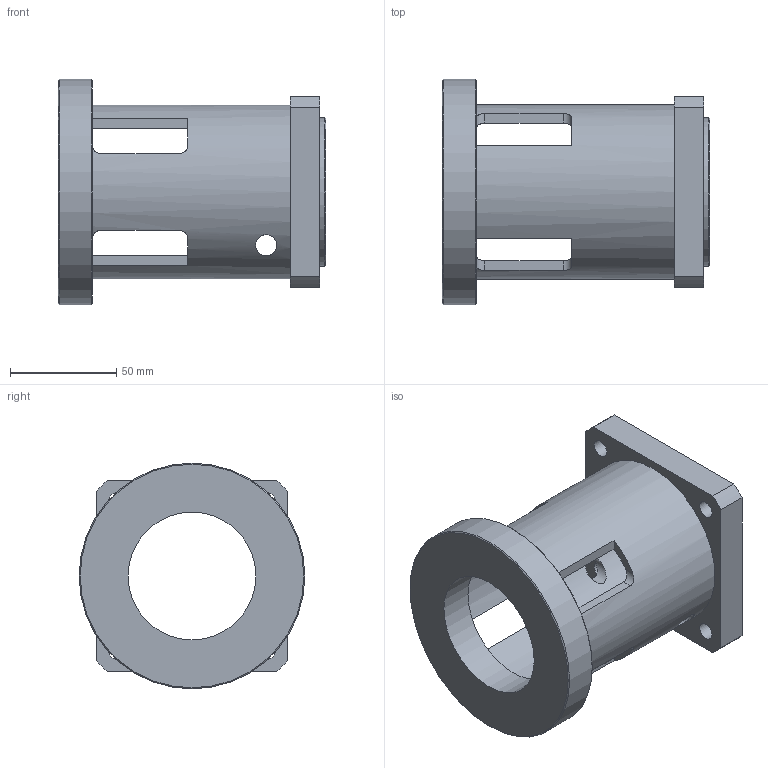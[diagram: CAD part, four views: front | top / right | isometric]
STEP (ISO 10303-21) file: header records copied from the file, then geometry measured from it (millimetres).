
FILE_DESCRIPTION(/* description */ (''),/* implementation_level */ '2;1');
FILE_NAME(/* name */ 'VK MTJ110 106 GESM2838.stp',/* time_stamp */ '2015-08-24T07:36:46+01:00',/* author */ ('Hypex'),/* organization */ ('Hypex'),/* preprocessor_version */ 'ST-DEVELOPER v15.2',/* originating_system */ 'Autodesk Inventor 2014',/* authorisation */ '');
FILE_SCHEMA (('AUTOMOTIVE_DESIGN { 1 0 10303 214 3 1 1 }'));
Length unit declared in the file: millimetre
Products named in the file (1): VK MTJ110 106 GESM2838
Bounding box: 125.8 x 106 x 106 mm (x, y, z)
Volume: 233396.9 mm3; surface area: 80088.9 mm2
Topology: 1 solids, 2 shells, 56 faces, 155 edges, 103 vertices
Faces by surface type: cylinder 26, plane 24, cone 6
Full cylindrical faces by diameter (mm): 8.2 x4, 10 x2, 60 x2, 70 x1, 74 x1, 78 x2, 82 x1, 106 x1
Entity records: 2005 total; most frequent: CARTESIAN_POINT 565, DIRECTION 274, ORIENTED_EDGE 256, EDGE_CURVE 128, AXIS2_PLACEMENT_3D 109, EDGE_LOOP 100, VERTEX_POINT 96, LINE 56
